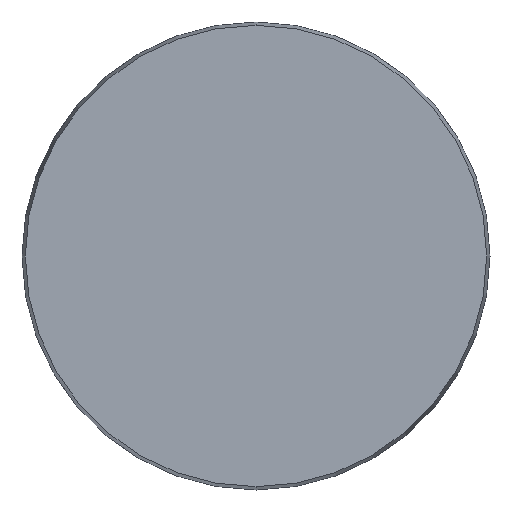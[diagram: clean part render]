
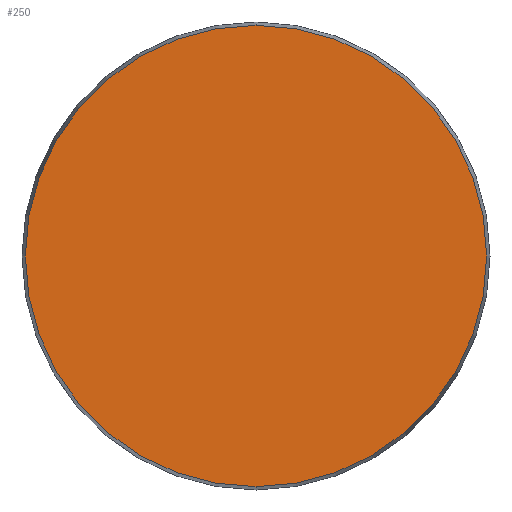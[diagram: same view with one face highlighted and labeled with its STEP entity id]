
A CAD part, front view. The second image highlights one B-rep face of the part: STEP entity #250.
In plain terms, the highlighted planar face has unit normal (0, -1, 0).
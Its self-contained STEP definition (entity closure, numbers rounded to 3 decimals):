
#23 = AXIS2_PLACEMENT_3D ( 'NONE', #203, #686, #761 ) ;
#42 = DIRECTION ( 'NONE',  ( 0., -1., 0. ) ) ;
#47 = DIRECTION ( 'NONE',  ( 0., 0., -1. ) ) ;
#122 = CIRCLE ( 'NONE', #23, 59.143 ) ;
#187 = DIRECTION ( 'NONE',  ( 0., 1., 0. ) ) ;
#203 = CARTESIAN_POINT ( 'NONE',  ( 0., 0., 0. ) ) ;
#243 = CARTESIAN_POINT ( 'NONE',  ( 0., 0., -59.143 ) ) ;
#250 = ADVANCED_FACE ( 'NONE', ( #987 ), #499, .F. ) ;
#269 = CARTESIAN_POINT ( 'NONE',  ( -59.143, 0., 0. ) ) ;
#277 = VERTEX_POINT ( 'NONE', #889 ) ;
#383 = EDGE_CURVE ( 'NONE', #277, #935, #122, .T. ) ;
#499 = PLANE ( 'NONE',  #990 ) ;
#511 = AXIS2_PLACEMENT_3D ( 'NONE', #607, #42, #47 ) ;
#562 = ORIENTED_EDGE ( 'NONE', *, *, #915, .T. ) ;
#586 = DIRECTION ( 'NONE',  ( 0., 0., 1. ) ) ;
#607 = CARTESIAN_POINT ( 'NONE',  ( 0., 0., 0. ) ) ;
#686 = DIRECTION ( 'NONE',  ( 0., -1., 0. ) ) ;
#709 = CIRCLE ( 'NONE', #511, 59.143 ) ;
#761 = DIRECTION ( 'NONE',  ( 0., 0., -1. ) ) ;
#889 = CARTESIAN_POINT ( 'NONE',  ( 0., 0., 59.143 ) ) ;
#915 = EDGE_CURVE ( 'NONE', #935, #277, #709, .T. ) ;
#933 = EDGE_LOOP ( 'NONE', ( #955, #562 ) ) ;
#935 = VERTEX_POINT ( 'NONE', #243 ) ;
#955 = ORIENTED_EDGE ( 'NONE', *, *, #383, .T. ) ;
#987 = FACE_OUTER_BOUND ( 'NONE', #933, .T. ) ;
#990 = AXIS2_PLACEMENT_3D ( 'NONE', #269, #187, #586 ) ;
